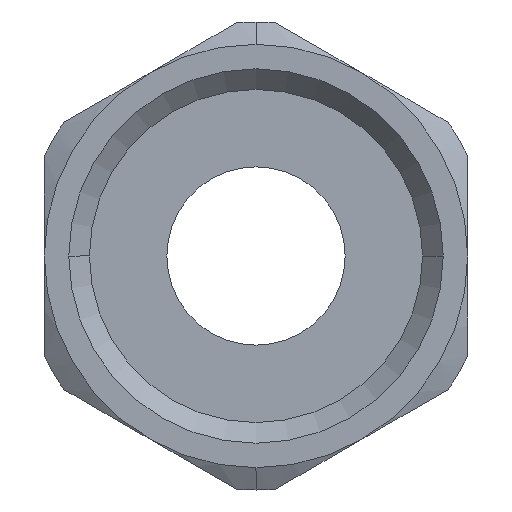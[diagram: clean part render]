
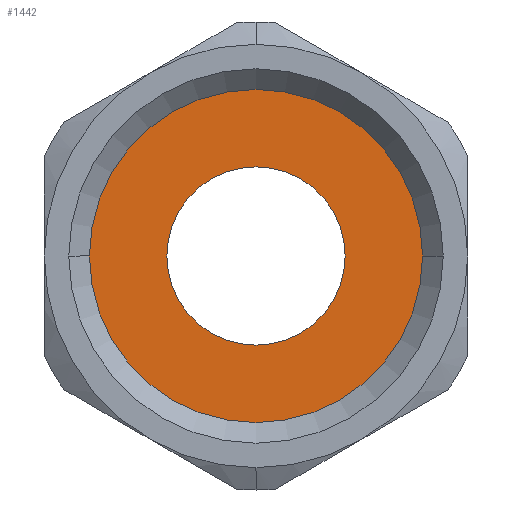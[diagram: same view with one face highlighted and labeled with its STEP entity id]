
A CAD part, front view. The second image highlights one B-rep face of the part: STEP entity #1442.
In plain terms, the highlighted planar face has unit normal (0, -1, 0).
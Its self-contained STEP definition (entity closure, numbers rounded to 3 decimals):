
#1442=ADVANCED_FACE('',(#3229,#3230),#3231,.F.);
#3229=FACE_OUTER_BOUND('',#6584,.T.);
#3230=FACE_BOUND('',#6585,.T.);
#3231=PLANE('',#6586);
#6584=EDGE_LOOP('',(#11836,#11837));
#6585=EDGE_LOOP('',(#11838,#11839));
#6586=AXIS2_PLACEMENT_3D('',#11840,#11841,#11842);
#11836=ORIENTED_EDGE('',*,*,#16660,.T.);
#11837=ORIENTED_EDGE('',*,*,#16039,.T.);
#11838=ORIENTED_EDGE('',*,*,#15869,.F.);
#11839=ORIENTED_EDGE('',*,*,#16373,.F.);
#11840=CARTESIAN_POINT('',(0.0,14.0,0.0));
#11841=DIRECTION('',(0.0,1.0,0.0));
#11842=DIRECTION('',(1.0,0.0,-0.0));
#15869=EDGE_CURVE('',#18912,#18915,#18916,.T.);
#16039=EDGE_CURVE('',#19180,#19185,#19187,.T.);
#16373=EDGE_CURVE('',#18915,#18912,#19675,.T.);
#16660=EDGE_CURVE('',#19185,#19180,#20078,.T.);
#18912=VERTEX_POINT('',#23698);
#18915=VERTEX_POINT('',#23702);
#18916=CIRCLE('',#23703,4.0);
#19180=VERTEX_POINT('',#24147);
#19185=VERTEX_POINT('',#24153);
#19187=CIRCLE('',#24156,7.475);
#19675=CIRCLE('',#25094,4.0);
#20078=CIRCLE('',#25759,7.475);
#23698=CARTESIAN_POINT('',(4.0,14.0,0.0));
#23702=CARTESIAN_POINT('',(-4.0,14.0,0.));
#23703=AXIS2_PLACEMENT_3D('',#28578,#28579,#28580);
#24147=CARTESIAN_POINT('',(-7.475,14.0,0.));
#24153=CARTESIAN_POINT('',(7.475,14.0,0.0));
#24156=AXIS2_PLACEMENT_3D('',#28776,#28777,#28778);
#25094=AXIS2_PLACEMENT_3D('',#29171,#29172,#29173);
#25759=AXIS2_PLACEMENT_3D('',#29544,#29545,#29546);
#28578=CARTESIAN_POINT('',(0.0,14.0,0.0));
#28579=DIRECTION('',(0.0,-1.0,0.0));
#28580=DIRECTION('',(1.0,0.0,0.0));
#28776=CARTESIAN_POINT('',(0.0,14.0,0.0));
#28777=DIRECTION('',(0.0,-1.0,0.0));
#28778=DIRECTION('',(-1.0,0.0,0.0));
#29171=CARTESIAN_POINT('',(0.0,14.0,0.0));
#29172=DIRECTION('',(0.0,-1.0,0.0));
#29173=DIRECTION('',(1.0,0.0,0.0));
#29544=CARTESIAN_POINT('',(0.0,14.0,0.0));
#29545=DIRECTION('',(0.0,-1.0,0.0));
#29546=DIRECTION('',(-1.0,0.0,0.0));
